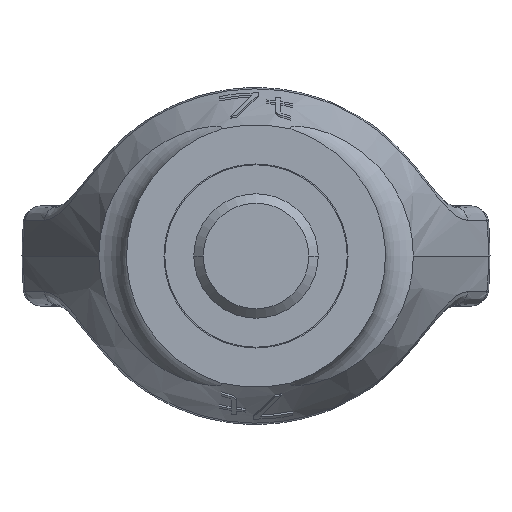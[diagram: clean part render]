
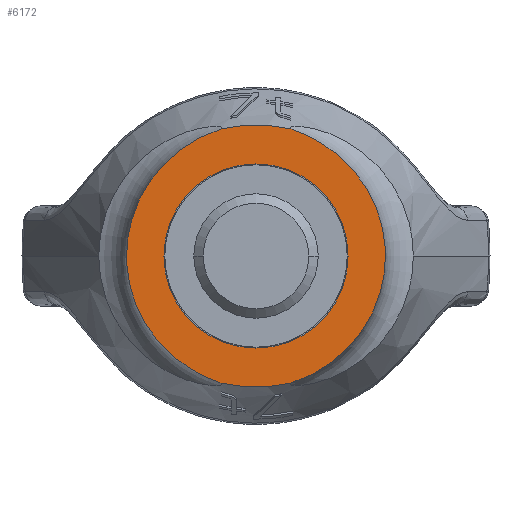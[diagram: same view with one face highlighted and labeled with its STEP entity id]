
A CAD part, front view. The second image highlights one B-rep face of the part: STEP entity #6172.
In plain terms, the highlighted planar face has unit normal (0, -1, 0).
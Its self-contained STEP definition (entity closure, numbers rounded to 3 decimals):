
#864=CARTESIAN_POINT('',(10.119,0.,-36.764));
#865=CARTESIAN_POINT('',(11.374,0.,-36.357));
#866=CARTESIAN_POINT('',(13.821,0.,-35.432));
#867=CARTESIAN_POINT('',(17.328,0.,-33.709));
#868=CARTESIAN_POINT('',(20.625,0.,-31.675));
#869=CARTESIAN_POINT('',(23.688,0.,-29.354));
#870=CARTESIAN_POINT('',(26.492,0.,-26.769));
#871=CARTESIAN_POINT('',(29.014,0.,-23.947));
#872=CARTESIAN_POINT('',(31.236,0.,-20.917));
#873=CARTESIAN_POINT('',(33.143,0.,-17.707));
#874=CARTESIAN_POINT('',(34.719,0.,-14.346));
#875=CARTESIAN_POINT('',(35.956,0.,-10.865));
#876=CARTESIAN_POINT('',(36.845,0.,-7.294));
#877=CARTESIAN_POINT('',(37.381,0.,-3.662));
#878=CARTESIAN_POINT('',(37.56,0.,0.));
#879=CARTESIAN_POINT('',(37.381,0.,3.662));
#880=CARTESIAN_POINT('',(36.845,0.,7.294));
#881=CARTESIAN_POINT('',(35.956,0.,10.865));
#882=CARTESIAN_POINT('',(34.719,0.,14.346));
#883=CARTESIAN_POINT('',(33.143,0.,17.707));
#884=CARTESIAN_POINT('',(31.236,0.,20.917));
#885=CARTESIAN_POINT('',(29.014,0.,23.947));
#886=CARTESIAN_POINT('',(26.492,0.,26.769));
#887=CARTESIAN_POINT('',(23.688,0.,29.354));
#888=CARTESIAN_POINT('',(20.625,0.,31.675));
#889=CARTESIAN_POINT('',(17.328,0.,33.709));
#890=CARTESIAN_POINT('',(13.821,0.,35.432));
#891=CARTESIAN_POINT('',(11.374,0.,36.357));
#892=CARTESIAN_POINT('',(10.119,0.,36.764));
#894=CARTESIAN_POINT('',(10.119,0.,-36.764));
#895=CARTESIAN_POINT('',(9.353,0.,-36.954));
#896=CARTESIAN_POINT('',(6.028,0.,-37.681));
#897=CARTESIAN_POINT('',(0.,0.,-38.245));
#898=CARTESIAN_POINT('',(-6.028,0.,-37.681));
#899=CARTESIAN_POINT('',(-9.353,0.,-36.954));
#900=CARTESIAN_POINT('',(-10.119,0.,-36.764));
#902=CARTESIAN_POINT('',(10.119,0.,36.764));
#903=CARTESIAN_POINT('',(9.353,0.,36.954));
#904=CARTESIAN_POINT('',(6.028,0.,37.681));
#905=CARTESIAN_POINT('',(0.,0.,38.245));
#906=CARTESIAN_POINT('',(-6.028,0.,37.681));
#907=CARTESIAN_POINT('',(-9.353,0.,36.954));
#908=CARTESIAN_POINT('',(-10.119,0.,36.764));
#910=CARTESIAN_POINT('',(0.,0.,0.));
#911=DIRECTION('',(0.,-1.,0.));
#912=DIRECTION('',(1.,0.,0.));
#913=AXIS2_PLACEMENT_3D('',#910,#911,#912);
#915=CARTESIAN_POINT('',(0.,0.,0.));
#916=DIRECTION('',(0.,-1.,0.));
#917=DIRECTION('',(-1.,0.,0.));
#918=AXIS2_PLACEMENT_3D('',#915,#916,#917);
#920=CARTESIAN_POINT('',(-10.119,0.,36.764));
#921=CARTESIAN_POINT('',(-11.374,0.,36.357));
#922=CARTESIAN_POINT('',(-13.821,0.,35.432));
#923=CARTESIAN_POINT('',(-17.328,0.,33.709));
#924=CARTESIAN_POINT('',(-20.625,0.,31.675));
#925=CARTESIAN_POINT('',(-23.688,0.,29.354));
#926=CARTESIAN_POINT('',(-26.492,0.,26.769));
#927=CARTESIAN_POINT('',(-29.014,0.,23.947));
#928=CARTESIAN_POINT('',(-31.236,0.,20.917));
#929=CARTESIAN_POINT('',(-33.143,0.,17.707));
#930=CARTESIAN_POINT('',(-34.719,0.,14.346));
#931=CARTESIAN_POINT('',(-35.956,0.,10.865));
#932=CARTESIAN_POINT('',(-36.845,0.,7.294));
#933=CARTESIAN_POINT('',(-37.381,0.,3.662));
#934=CARTESIAN_POINT('',(-37.56,0.,0.));
#935=CARTESIAN_POINT('',(-37.381,0.,-3.662));
#936=CARTESIAN_POINT('',(-36.845,0.,-7.294));
#937=CARTESIAN_POINT('',(-35.956,0.,-10.865));
#938=CARTESIAN_POINT('',(-34.719,0.,-14.346));
#939=CARTESIAN_POINT('',(-33.143,0.,-17.707));
#940=CARTESIAN_POINT('',(-31.236,0.,-20.917));
#941=CARTESIAN_POINT('',(-29.014,0.,-23.947));
#942=CARTESIAN_POINT('',(-26.492,0.,-26.769));
#943=CARTESIAN_POINT('',(-23.688,0.,-29.354));
#944=CARTESIAN_POINT('',(-20.625,0.,-31.675));
#945=CARTESIAN_POINT('',(-17.328,0.,-33.709));
#946=CARTESIAN_POINT('',(-13.821,0.,-35.432));
#947=CARTESIAN_POINT('',(-11.374,0.,-36.357));
#948=CARTESIAN_POINT('',(-10.119,0.,-36.764));
#4759=CARTESIAN_POINT('',(26.65,0.,0.));
#4760=CARTESIAN_POINT('',(-26.65,0.,0.));
#4761=VERTEX_POINT('',#4759);
#4762=VERTEX_POINT('',#4760);
#5129=VERTEX_POINT('',#902);
#5130=VERTEX_POINT('',#908);
#5139=VERTEX_POINT('',#894);
#5140=VERTEX_POINT('',#900);
#6154=CARTESIAN_POINT('',(-40.416,0.,0.));
#6155=DIRECTION('',(0.,-1.,0.));
#6156=DIRECTION('',(1.,0.,0.));
#6157=AXIS2_PLACEMENT_3D('',#6154,#6155,#6156);
#6158=PLANE('',#6157);
#6159=ORIENTED_EDGE('',*,*,#6147,.F.);
#6160=ORIENTED_EDGE('',*,*,#5922,.T.);
#6162=ORIENTED_EDGE('',*,*,#6161,.F.);
#6163=ORIENTED_EDGE('',*,*,#6065,.F.);
#6164=EDGE_LOOP('',(#6159,#6160,#6162,#6163));
#6165=FACE_OUTER_BOUND('',#6164,.F.);
#6167=ORIENTED_EDGE('',*,*,#6166,.T.);
#6169=ORIENTED_EDGE('',*,*,#6168,.T.);
#6170=EDGE_LOOP('',(#6167,#6169));
#6171=FACE_BOUND('',#6170,.F.);
#6172=ADVANCED_FACE('',(#6165,#6171),#6158,.T.);
#893=B_SPLINE_CURVE_WITH_KNOTS('',3,(#864,#865,#866,#867,#868,#869,#870,#871,
#872,#873,#874,#875,#876,#877,#878,#879,#880,#881,#882,#883,#884,#885,#886,#887,
#888,#889,#890,#891,#892),.UNSPECIFIED.,.F.,.F.,(4,1,1,1,1,1,1,1,1,1,1,1,1,1,1,
1,1,1,1,1,1,1,1,1,1,1,4),(0.,0.038,0.077,
0.115,0.154,0.192,0.231,
0.269,0.308,0.346,0.385,
0.423,0.462,0.5,0.538,0.577,
0.615,0.654,0.692,0.731,
0.769,0.808,0.846,0.885,
0.923,0.962,1.),.UNSPECIFIED.);
#901=B_SPLINE_CURVE_WITH_KNOTS('',3,(#894,#895,#896,#897,#898,#899,#900),
.UNSPECIFIED.,.F.,.F.,(4,1,1,1,4),(0.,0.116,0.5,
0.884,1.),.UNSPECIFIED.);
#909=B_SPLINE_CURVE_WITH_KNOTS('',3,(#902,#903,#904,#905,#906,#907,#908),
.UNSPECIFIED.,.F.,.F.,(4,1,1,1,4),(0.,0.116,0.5,
0.884,1.),.UNSPECIFIED.);
#914=CIRCLE('',#913,26.65);
#919=CIRCLE('',#918,26.65);
#949=B_SPLINE_CURVE_WITH_KNOTS('',3,(#920,#921,#922,#923,#924,#925,#926,#927,
#928,#929,#930,#931,#932,#933,#934,#935,#936,#937,#938,#939,#940,#941,#942,#943,
#944,#945,#946,#947,#948),.UNSPECIFIED.,.F.,.F.,(4,1,1,1,1,1,1,1,1,1,1,1,1,1,1,
1,1,1,1,1,1,1,1,1,1,1,4),(0.,0.038,0.077,
0.115,0.154,0.192,0.231,
0.269,0.308,0.346,0.385,
0.423,0.462,0.5,0.538,0.577,
0.615,0.654,0.692,0.731,
0.769,0.808,0.846,0.885,
0.923,0.962,1.),.UNSPECIFIED.);
#5922=EDGE_CURVE('',#5139,#5140,#901,.T.);
#6065=EDGE_CURVE('',#5129,#5130,#909,.T.);
#6147=EDGE_CURVE('',#5139,#5129,#893,.T.);
#6161=EDGE_CURVE('',#5130,#5140,#949,.T.);
#6166=EDGE_CURVE('',#4761,#4762,#914,.T.);
#6168=EDGE_CURVE('',#4762,#4761,#919,.T.);
